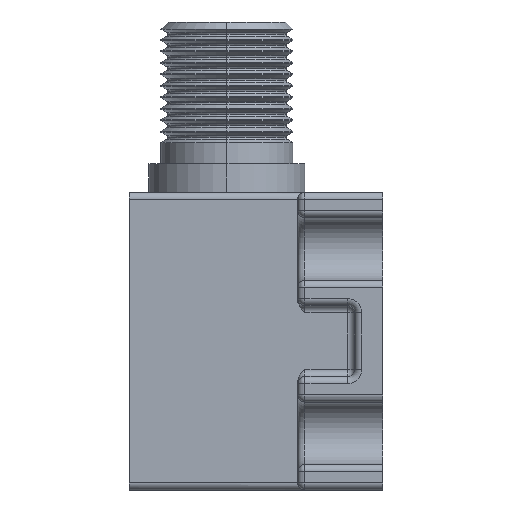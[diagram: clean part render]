
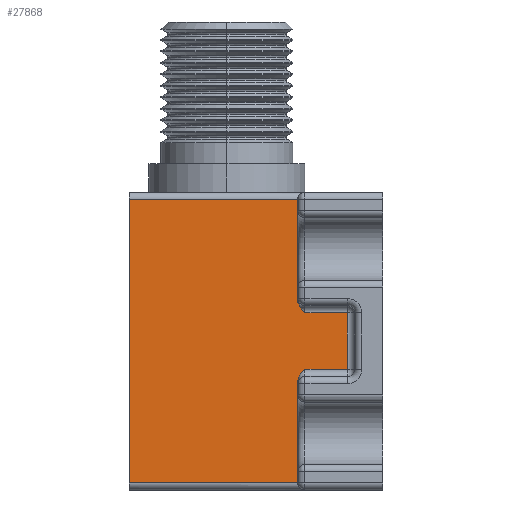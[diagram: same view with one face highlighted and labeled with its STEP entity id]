
A CAD part, left-side view. The second image highlights one B-rep face of the part: STEP entity #27868.
In plain terms, the highlighted planar face has unit normal (-1, 0, 0).
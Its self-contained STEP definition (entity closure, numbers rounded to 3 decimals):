
#3 = CARTESIAN_POINT ( 'NONE',  ( -29., 17.9, 10.5 ) ) ;
#105 = FACE_OUTER_BOUND ( 'NONE', #17066, .T. ) ;
#299 = CARTESIAN_POINT ( 'NONE',  ( -29., 0., -2. ) ) ;
#753 = LINE ( 'NONE', #3453, #4401 ) ;
#883 = VERTEX_POINT ( 'NONE', #23226 ) ;
#1034 = VECTOR ( 'NONE', #7024, 1000. ) ;
#1321 = DIRECTION ( 'NONE',  ( 0., 0., 1. ) ) ;
#1555 = CARTESIAN_POINT ( 'NONE',  ( -29., 6., 10.5 ) ) ;
#2130 = LINE ( 'NONE', #19889, #1034 ) ;
#2178 = CARTESIAN_POINT ( 'NONE',  ( -29., 2.5, -2. ) ) ;
#2189 = EDGE_CURVE ( 'NONE', #21691, #883, #18497, .T. ) ;
#2578 = CARTESIAN_POINT ( 'NONE',  ( -29., 5.933, 2.529 ) ) ;
#2602 = EDGE_CURVE ( 'NONE', #11198, #20854, #23160, .T. ) ;
#2680 = CARTESIAN_POINT ( 'NONE',  ( -29., 5.621, -2.121 ) ) ;
#2859 = VECTOR ( 'NONE', #1321, 1000. ) ;
#2911 = CARTESIAN_POINT ( 'NONE',  ( -29., 6., 2.693 ) ) ;
#3066 = ORIENTED_EDGE ( 'NONE', *, *, #21245, .T. ) ;
#3453 = CARTESIAN_POINT ( 'NONE',  ( -29., 0., 2. ) ) ;
#4401 = VECTOR ( 'NONE', #13770, 1000. ) ;
#5124 = DIRECTION ( 'NONE',  ( 0., 1., 0. ) ) ;
#5200 = LINE ( 'NONE', #299, #20713 ) ;
#7024 = DIRECTION ( 'NONE',  ( 0., -1., 0. ) ) ;
#7418 = CARTESIAN_POINT ( 'NONE',  ( -29., 5.744, -2.244 ) ) ;
#8148 = CARTESIAN_POINT ( 'NONE',  ( -29., 5.621, 2.121 ) ) ;
#8574 = ORIENTED_EDGE ( 'NONE', *, *, #16033, .T. ) ;
#9303 = ORIENTED_EDGE ( 'NONE', *, *, #21834, .T. ) ;
#9438 = VERTEX_POINT ( 'NONE', #2178 ) ;
#9962 = VECTOR ( 'NONE', #19963, 1000. ) ;
#10200 = CARTESIAN_POINT ( 'NONE',  ( -29., 6., 2.866 ) ) ;
#10325 = DIRECTION ( 'NONE',  ( 0., 0., -1. ) ) ;
#10427 = DIRECTION ( 'NONE',  ( 1., 0., 0. ) ) ;
#11198 = VERTEX_POINT ( 'NONE', #30268 ) ;
#12001 = CARTESIAN_POINT ( 'NONE',  ( -29., 6., 10. ) ) ;
#12525 = CARTESIAN_POINT ( 'NONE',  ( -29., 2.5, 2. ) ) ;
#12989 = CARTESIAN_POINT ( 'NONE',  ( -29., 5.5, -2. ) ) ;
#13098 = VERTEX_POINT ( 'NONE', #12525 ) ;
#13770 = DIRECTION ( 'NONE',  ( 0., 1., 0. ) ) ;
#13787 = VECTOR ( 'NONE', #10325, 1000. ) ;
#13879 = LINE ( 'NONE', #31608, #17785 ) ;
#14832 = VECTOR ( 'NONE', #5124, 1000. ) ;
#15162 = CARTESIAN_POINT ( 'NONE',  ( -29., 0., 10.5 ) ) ;
#15654 = DIRECTION ( 'NONE',  ( 0., 0., -1. ) ) ;
#15679 = EDGE_CURVE ( 'NONE', #18730, #21772, #17655, .T. ) ;
#16033 = EDGE_CURVE ( 'NONE', #9438, #13098, #29864, .T. ) ;
#16594 = ORIENTED_EDGE ( 'NONE', *, *, #15679, .T. ) ;
#17066 = EDGE_LOOP ( 'NONE', ( #20122, #24502, #21236, #16594, #9303, #8574, #3066, #33003, #26106, #32134 ) ) ;
#17655 = B_SPLINE_CURVE_WITH_KNOTS ( 'NONE', 3,
 ( #30891, #25511, #30564, #7418, #2680, #12989 ),
 .UNSPECIFIED., .F., .F.,
 ( 4, 2, 4 ),
 ( 0., 0.001, 0.001 ),
 .UNSPECIFIED. ) ;
#17785 = VECTOR ( 'NONE', #21806, 1000. ) ;
#17871 = PLANE ( 'NONE',  #25007 ) ;
#18497 = B_SPLINE_CURVE_WITH_KNOTS ( 'NONE', 3,
 ( #31286, #8148, #33337, #2578, #2911, #10200 ),
 .UNSPECIFIED., .F., .F.,
 ( 4, 2, 4 ),
 ( 0., 0.001, 0.001 ),
 .UNSPECIFIED. ) ;
#18730 = VERTEX_POINT ( 'NONE', #33279 ) ;
#19889 = CARTESIAN_POINT ( 'NONE',  ( -29., 0., -10. ) ) ;
#19963 = DIRECTION ( 'NONE',  ( 0., 0., -1. ) ) ;
#20087 = CARTESIAN_POINT ( 'NONE',  ( -29., 5.5, 2. ) ) ;
#20122 = ORIENTED_EDGE ( 'NONE', *, *, #2602, .T. ) ;
#20511 = CARTESIAN_POINT ( 'NONE',  ( -29., 17.9, 10. ) ) ;
#20713 = VECTOR ( 'NONE', #28684, 1000. ) ;
#20854 = VERTEX_POINT ( 'NONE', #28591 ) ;
#21236 = ORIENTED_EDGE ( 'NONE', *, *, #26831, .F. ) ;
#21245 = EDGE_CURVE ( 'NONE', #13098, #21691, #753, .T. ) ;
#21691 = VERTEX_POINT ( 'NONE', #20087 ) ;
#21772 = VERTEX_POINT ( 'NONE', #28523 ) ;
#21806 = DIRECTION ( 'NONE',  ( 0., 0., -1. ) ) ;
#21834 = EDGE_CURVE ( 'NONE', #21772, #9438, #5200, .T. ) ;
#22496 = EDGE_CURVE ( 'NONE', #28263, #883, #24710, .T. ) ;
#23025 = EDGE_CURVE ( 'NONE', #28263, #11198, #28771, .T. ) ;
#23160 = LINE ( 'NONE', #3, #13787 ) ;
#23226 = CARTESIAN_POINT ( 'NONE',  ( -29., 6., 2.866 ) ) ;
#24502 = ORIENTED_EDGE ( 'NONE', *, *, #27206, .T. ) ;
#24710 = LINE ( 'NONE', #1555, #9962 ) ;
#25007 = AXIS2_PLACEMENT_3D ( 'NONE', #15162, #10427, #15654 ) ;
#25511 = CARTESIAN_POINT ( 'NONE',  ( -29., 6., -2.693 ) ) ;
#26106 = ORIENTED_EDGE ( 'NONE', *, *, #22496, .F. ) ;
#26831 = EDGE_CURVE ( 'NONE', #18730, #33378, #13879, .T. ) ;
#27206 = EDGE_CURVE ( 'NONE', #20854, #33378, #2130, .T. ) ;
#27868 = ADVANCED_FACE ( 'NONE', ( #105 ), #17871, .F. ) ;
#28202 = CARTESIAN_POINT ( 'NONE',  ( -29., 6., -10. ) ) ;
#28263 = VERTEX_POINT ( 'NONE', #12001 ) ;
#28523 = CARTESIAN_POINT ( 'NONE',  ( -29., 5.5, -2. ) ) ;
#28591 = CARTESIAN_POINT ( 'NONE',  ( -29., 17.9, -10. ) ) ;
#28684 = DIRECTION ( 'NONE',  ( 0., -1., 0. ) ) ;
#28771 = LINE ( 'NONE', #20511, #14832 ) ;
#29864 = LINE ( 'NONE', #32393, #2859 ) ;
#30268 = CARTESIAN_POINT ( 'NONE',  ( -29., 17.9, 10. ) ) ;
#30564 = CARTESIAN_POINT ( 'NONE',  ( -29., 5.933, -2.529 ) ) ;
#30891 = CARTESIAN_POINT ( 'NONE',  ( -29., 6., -2.866 ) ) ;
#31286 = CARTESIAN_POINT ( 'NONE',  ( -29., 5.5, 2. ) ) ;
#31608 = CARTESIAN_POINT ( 'NONE',  ( -29., 6., 10.5 ) ) ;
#32134 = ORIENTED_EDGE ( 'NONE', *, *, #23025, .T. ) ;
#32393 = CARTESIAN_POINT ( 'NONE',  ( -29., 2.5, 2. ) ) ;
#33003 = ORIENTED_EDGE ( 'NONE', *, *, #2189, .T. ) ;
#33279 = CARTESIAN_POINT ( 'NONE',  ( -29., 6., -2.866 ) ) ;
#33337 = CARTESIAN_POINT ( 'NONE',  ( -29., 5.744, 2.244 ) ) ;
#33378 = VERTEX_POINT ( 'NONE', #28202 ) ;
